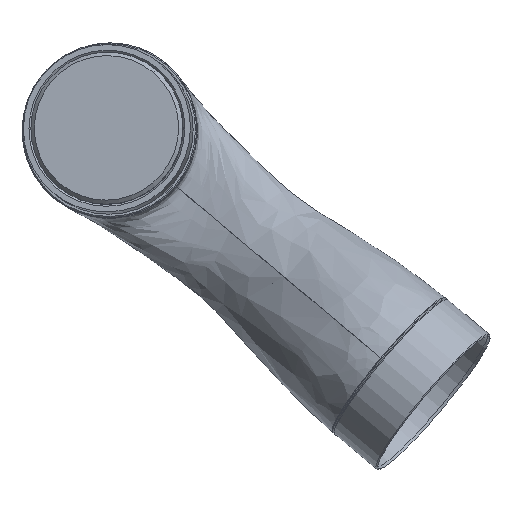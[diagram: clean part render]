
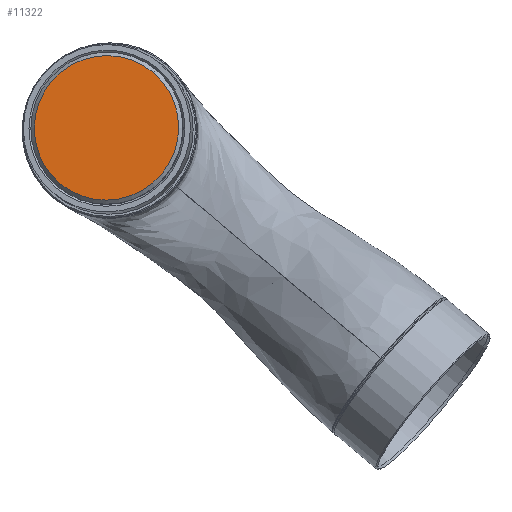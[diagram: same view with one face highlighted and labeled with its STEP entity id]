
A CAD part, front view. The second image highlights one B-rep face of the part: STEP entity #11322.
In plain terms, the highlighted face is planar.
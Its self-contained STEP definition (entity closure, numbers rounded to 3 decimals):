
#857 = AXIS2_PLACEMENT_3D ( 'NONE', #1834, #7677, #3285 ) ;
#1431 = VERTEX_POINT ( 'NONE', #4879 ) ;
#1716 = PLANE ( 'NONE',  #12831 ) ;
#1789 = ORIENTED_EDGE ( 'NONE', *, *, #3034, .T. ) ;
#1834 = CARTESIAN_POINT ( 'NONE',  ( 0., 0., 0. ) ) ;
#1886 = DIRECTION ( 'NONE',  ( 0., -1., 0. ) ) ;
#3011 = CARTESIAN_POINT ( 'NONE',  ( 0., 0., 0. ) ) ;
#3034 = EDGE_CURVE ( 'NONE', #1431, #11962, #5581, .T. ) ;
#3285 = DIRECTION ( 'NONE',  ( 0., 0., -1. ) ) ;
#3690 = CARTESIAN_POINT ( 'NONE',  ( 0., 0., -38. ) ) ;
#4736 = ORIENTED_EDGE ( 'NONE', *, *, #4835, .T. ) ;
#4817 = DIRECTION ( 'NONE',  ( 0., 1., 0. ) ) ;
#4835 = EDGE_CURVE ( 'NONE', #11962, #1431, #6926, .T. ) ;
#4879 = CARTESIAN_POINT ( 'NONE',  ( 0., 0., 38. ) ) ;
#4980 = EDGE_LOOP ( 'NONE', ( #1789, #4736 ) ) ;
#5581 = CIRCLE ( 'NONE', #857, 38. ) ;
#5888 = DIRECTION ( 'NONE',  ( 1., 0., 0. ) ) ;
#6926 = CIRCLE ( 'NONE', #8722, 38. ) ;
#7677 = DIRECTION ( 'NONE',  ( 0., -1., 0. ) ) ;
#8722 = AXIS2_PLACEMENT_3D ( 'NONE', #3011, #1886, #11625 ) ;
#9201 = CARTESIAN_POINT ( 'NONE',  ( 0., 0., 0. ) ) ;
#11322 = ADVANCED_FACE ( 'NONE', ( #12452 ), #1716, .F. ) ;
#11625 = DIRECTION ( 'NONE',  ( 0., 0., -1. ) ) ;
#11962 = VERTEX_POINT ( 'NONE', #3690 ) ;
#12452 = FACE_OUTER_BOUND ( 'NONE', #4980, .T. ) ;
#12831 = AXIS2_PLACEMENT_3D ( 'NONE', #9201, #4817, #5888 ) ;
